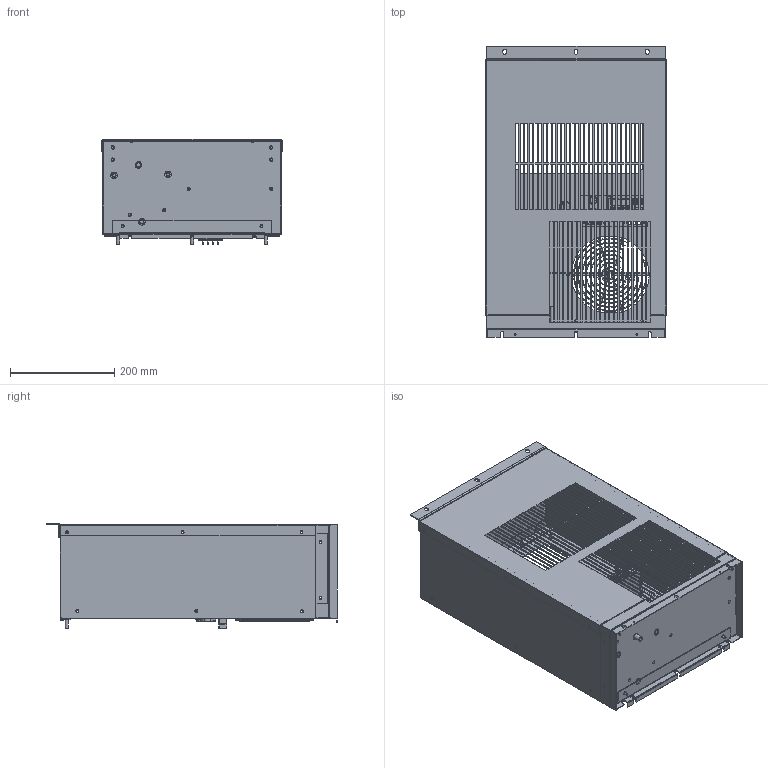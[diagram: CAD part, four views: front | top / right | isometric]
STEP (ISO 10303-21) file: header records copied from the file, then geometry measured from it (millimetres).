
FILE_DESCRIPTION((''),'2;1');
FILE_NAME('STEP-KA4C3DP21L-DX.stp', '2019-08-26T08:56:23',('User'),('SDRC'),'I-DEAS Master Series','UNIX','Yes');
FILE_SCHEMA(('CONFIG_CONTROL_DESIGN', 'GEOMETRIC_VALIDATION_PROPERTIES_MIM','SHAPE_APPEARANCE_LAYER_MIM'));
Length unit declared in the file: inch
Bounding box: 347.24 x 559.31 x 201.99 mm (x, y, z)
Volume: 813414.7 mm3; surface area: 1593685.1 mm2
Topology: 52 solids, 56 shells, 1936 faces, 5133 edges, 3308 vertices
Faces by surface type: bspline 1936
Entity records: 66936 total; most frequent: CARTESIAN_POINT 30772, ORIENTED_EDGE 10268, EDGE_CURVE 5152, OVER_RIDING_STYLED_ITEM 4640, VERTEX_POINT 3347, QUASI_UNIFORM_CURVE 2894, EDGE_LOOP 2553, FACE_OUTER_BOUND 1936
